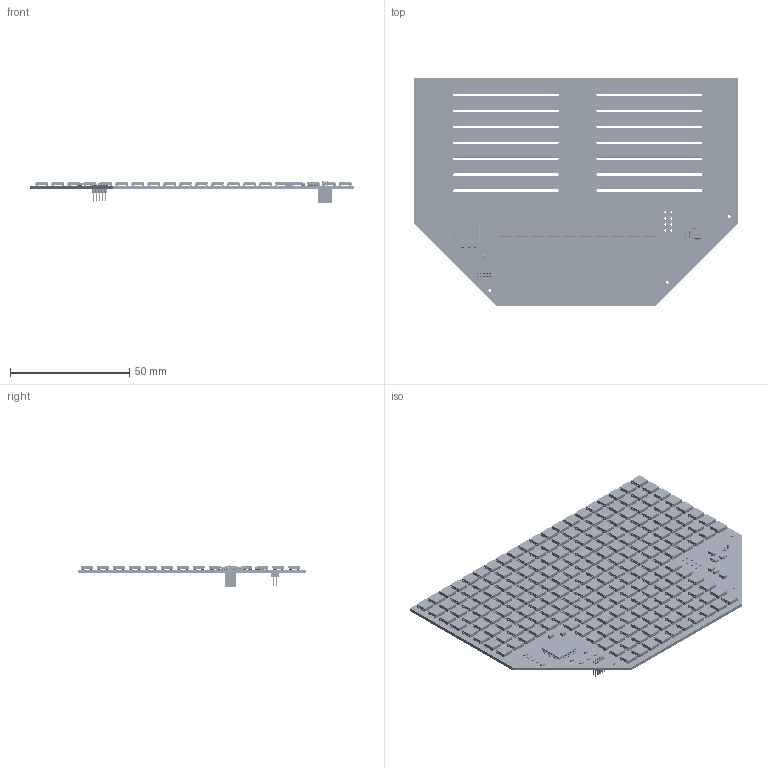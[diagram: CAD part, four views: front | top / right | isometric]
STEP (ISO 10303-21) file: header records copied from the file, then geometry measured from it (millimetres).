
FILE_DESCRIPTION(('Open CASCADE Model'),'2;1');
FILE_NAME('Open CASCADE Shape Model','2020-12-08T18:22:45',('Author'),( 'Open CASCADE'),'Open CASCADE STEP processor 6.8','Open CASCADE 6.8' ,'Unknown');
FILE_SCHEMA(('AUTOMOTIVE_DESIGN { 1 0 10303 214 1 1 1 1 }'));
Length unit declared in the file: millimetre
Products named in the file (306): PCB; BoardBoard4layer; Open CASCADE STEP translator 6.8 5.1.1; P1Board4layer; 6940971616; Extruded; 6940972576; R8Board4layer; 5862664496; Mid_Body; Terminal; Open_CASCADE_STEP_translator_6.8_19.2.1; Mark; Q3Board4layer; 5957696496; Body; Open_CASCADE_STEP_translator_6.8_1.1.1; Leader; Q2Board4layer; 5957696336; U222Board4layer; 5862654416; Open_CASCADE_STEP_translator_6.8_32.1; Open_CASCADE_STEP_translator_6.8_32.2.1; U221Board4layer; 6010965584; U220Board4layer; User_Library-WS2812B; U219Board4layer; U218Board4layer; U217Board4layer; U216Board4layer; U215Board4layer; U214Board4layer; U213Board4layer; U212Board4layer; U211Board4layer; U210Board4layer; U209Board4layer; U208Board4layer ...
Assembly tree (612 placements, depth 5):
  PCB
    BoardBoard4layer
      Open CASCADE STEP translator 6.8 5.1.1
    P1Board4layer
      6940971616  x2
        Extruded
      6940972576
        Extruded
    R8Board4layer
      5862664496
        Mid_Body
        Terminal  x2
          Open_CASCADE_STEP_translator_6.8_19.2.1
        Mark
    Q3Board4layer
      5957696496
        Body
          Open_CASCADE_STEP_translator_6.8_1.1.1
        Leader  x3
    Q2Board4layer
      5957696336
        Body
          Open_CASCADE_STEP_translator_6.8_1.1.1
        Leader  x3
    U222Board4layer
      5862654416
        Open_CASCADE_STEP_translator_6.8_32.1
        Body
          Open_CASCADE_STEP_translator_6.8_32.2.1
        Leader  x32
        Leader  x32
    U221Board4layer
      6010965584
        Extruded
    U220Board4layer
      User_Library-WS2812B
    U219Board4layer
      User_Library-WS2812B
    U218Board4layer
      User_Library-WS2812B
    U217Board4layer
      User_Library-WS2812B
    U216Board4layer
      User_Library-WS2812B
    U215Board4layer
      User_Library-WS2812B
    U214Board4layer
      User_Library-WS2812B
    U213Board4layer
      User_Library-WS2812B
    U212Board4layer
      User_Library-WS2812B
    U211Board4layer
      User_Library-WS2812B
    U210Board4layer
      User_Library-WS2812B
    U209Board4layer
      User_Library-WS2812B
    U208Board4layer
      User_Library-WS2812B
Bounding box: 136 x 96 x 9.4 mm (x, y, z)
Volume: 24923.5 mm3; surface area: 56369.4 mm2
Topology: 803 solids, 804 shells, 26276 faces, 70059 edges, 44641 vertices
Faces by surface type: plane 20968, cylinder 5196, sphere 80, bspline 32
Full cylindrical faces by diameter (mm): 0.7 x10, 0.9 x8, 1 x2, 1.152 x3, 1.25 x1
Entity records: 37313 total; most frequent: CARTESIAN_POINT 7888, DIRECTION 5410, ORIENTED_EDGE 4205, EDGE_CURVE 2103, AXIS2_PLACEMENT_3D 1943, LINE 1524, VECTOR 1524, VERTEX_POINT 1253
